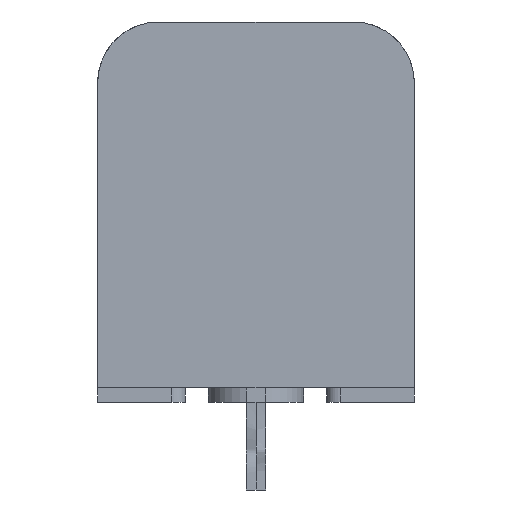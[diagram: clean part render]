
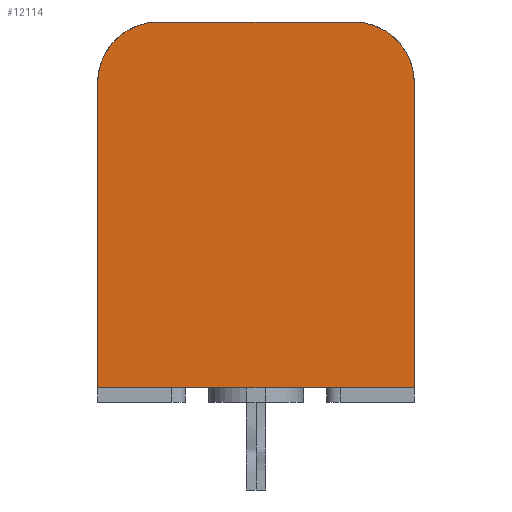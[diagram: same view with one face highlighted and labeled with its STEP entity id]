
A CAD part, left-side view. The second image highlights one B-rep face of the part: STEP entity #12114.
In plain terms, the highlighted planar face has unit normal (-1, 0, 0).
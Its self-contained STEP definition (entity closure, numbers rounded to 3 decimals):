
#180 = CARTESIAN_POINT ( 'NONE',  ( -29.464, -99.06, 11.053 ) ) ;
#254 = EDGE_LOOP ( 'NONE', ( #4123, #8577, #17247, #10822, #11763, #10010 ) ) ;
#274 = DIRECTION ( 'NONE',  ( 0., 1., 0. ) ) ;
#373 = CARTESIAN_POINT ( 'NONE',  ( -29.464, -99.06, 31.119 ) ) ;
#433 = LINE ( 'NONE', #15129, #18765 ) ;
#1269 = DIRECTION ( 'NONE',  ( 0., -1., 0. ) ) ;
#1794 = LINE ( 'NONE', #373, #15315 ) ;
#1988 = CARTESIAN_POINT ( 'NONE',  ( -29.464, -95.885, 27.944 ) ) ;
#2021 = AXIS2_PLACEMENT_3D ( 'NONE', #17362, #18610, #11141 ) ;
#2039 = DIRECTION ( 'NONE',  ( 0., 0., -1. ) ) ;
#2293 = FACE_OUTER_BOUND ( 'NONE', #254, .T. ) ;
#3164 = CARTESIAN_POINT ( 'NONE',  ( -29.464, -82.55, 12.058 ) ) ;
#3537 = EDGE_CURVE ( 'NONE', #6543, #6547, #16017, .T. ) ;
#4123 = ORIENTED_EDGE ( 'NONE', *, *, #14621, .T. ) ;
#5093 = VERTEX_POINT ( 'NONE', #15945 ) ;
#5377 = DIRECTION ( 'NONE',  ( 0., 0., -1. ) ) ;
#5630 = CARTESIAN_POINT ( 'NONE',  ( -29.464, -85.725, 31.119 ) ) ;
#6298 = AXIS2_PLACEMENT_3D ( 'NONE', #180, #11732, #18836 ) ;
#6306 = DIRECTION ( 'NONE',  ( -1., 0., 0. ) ) ;
#6543 = VERTEX_POINT ( 'NONE', #3164 ) ;
#6544 = CARTESIAN_POINT ( 'NONE',  ( -29.464, -82.55, 11.053 ) ) ;
#6547 = VERTEX_POINT ( 'NONE', #14984 ) ;
#7675 = CARTESIAN_POINT ( 'NONE',  ( -29.464, -95.885, 31.119 ) ) ;
#8577 = ORIENTED_EDGE ( 'NONE', *, *, #16947, .T. ) ;
#8811 = VECTOR ( 'NONE', #1269, 1000. ) ;
#9760 = LINE ( 'NONE', #6544, #13061 ) ;
#9952 = CARTESIAN_POINT ( 'NONE',  ( -29.464, -100.965, 12.058 ) ) ;
#10010 = ORIENTED_EDGE ( 'NONE', *, *, #15962, .T. ) ;
#10379 = CARTESIAN_POINT ( 'NONE',  ( -29.464, -82.55, 27.944 ) ) ;
#10707 = EDGE_CURVE ( 'NONE', #5093, #6547, #433, .T. ) ;
#10822 = ORIENTED_EDGE ( 'NONE', *, *, #3537, .T. ) ;
#10876 = CIRCLE ( 'NONE', #2021, 3.175 ) ;
#11009 = PLANE ( 'NONE',  #6298 ) ;
#11141 = DIRECTION ( 'NONE',  ( 0., 0., 1. ) ) ;
#11193 = VERTEX_POINT ( 'NONE', #10379 ) ;
#11732 = DIRECTION ( 'NONE',  ( -1., 0., 0. ) ) ;
#11763 = ORIENTED_EDGE ( 'NONE', *, *, #10707, .F. ) ;
#12114 = ADVANCED_FACE ( 'NONE', ( #2293 ), #11009, .T. ) ;
#12717 = AXIS2_PLACEMENT_3D ( 'NONE', #1988, #6306, #15300 ) ;
#13061 = VECTOR ( 'NONE', #5377, 1000. ) ;
#13469 = EDGE_CURVE ( 'NONE', #11193, #6543, #9760, .T. ) ;
#13689 = VERTEX_POINT ( 'NONE', #7675 ) ;
#14621 = EDGE_CURVE ( 'NONE', #13689, #17634, #1794, .T. ) ;
#14984 = CARTESIAN_POINT ( 'NONE',  ( -29.464, -99.06, 12.058 ) ) ;
#15129 = CARTESIAN_POINT ( 'NONE',  ( -29.464, -99.06, 11.053 ) ) ;
#15300 = DIRECTION ( 'NONE',  ( 0., 0., 1. ) ) ;
#15315 = VECTOR ( 'NONE', #274, 1000. ) ;
#15945 = CARTESIAN_POINT ( 'NONE',  ( -29.464, -99.06, 27.944 ) ) ;
#15962 = EDGE_CURVE ( 'NONE', #5093, #13689, #16702, .T. ) ;
#16017 = LINE ( 'NONE', #9952, #8811 ) ;
#16702 = CIRCLE ( 'NONE', #12717, 3.175 ) ;
#16947 = EDGE_CURVE ( 'NONE', #17634, #11193, #10876, .T. ) ;
#17247 = ORIENTED_EDGE ( 'NONE', *, *, #13469, .T. ) ;
#17362 = CARTESIAN_POINT ( 'NONE',  ( -29.464, -85.725, 27.944 ) ) ;
#17634 = VERTEX_POINT ( 'NONE', #5630 ) ;
#18610 = DIRECTION ( 'NONE',  ( -1., 0., 0. ) ) ;
#18765 = VECTOR ( 'NONE', #2039, 1000. ) ;
#18836 = DIRECTION ( 'NONE',  ( 0., 0., 1. ) ) ;
